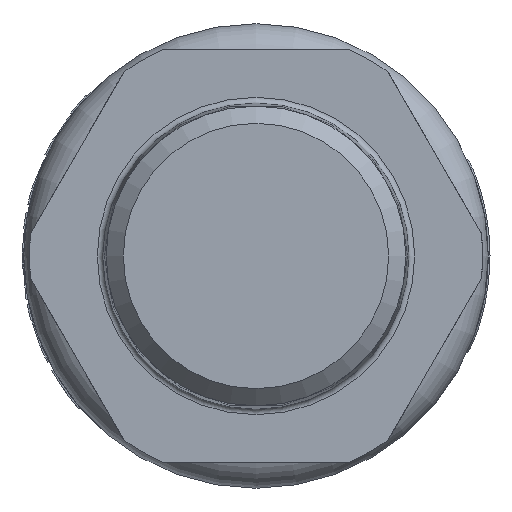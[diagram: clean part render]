
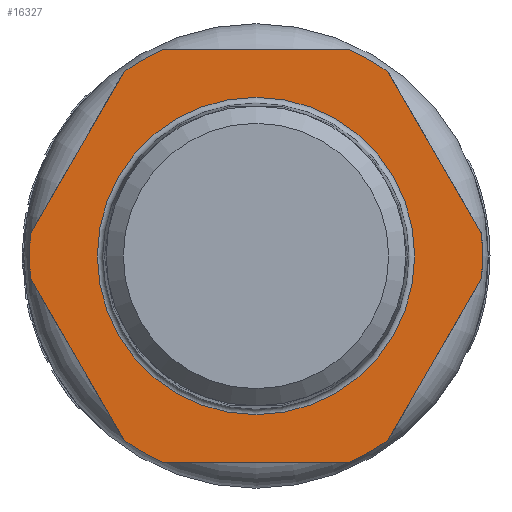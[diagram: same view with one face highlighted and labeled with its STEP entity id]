
A CAD part, left-side view. The second image highlights one B-rep face of the part: STEP entity #16327.
In plain terms, the highlighted planar face has unit normal (-1, 0, 0).
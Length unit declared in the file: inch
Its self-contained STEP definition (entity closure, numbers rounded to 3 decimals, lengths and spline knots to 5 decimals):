
#131=FACE_BOUND('',#3866,.T.);
#1864=CIRCLE('',#17933,0.54469);
#1865=CIRCLE('',#17934,0.54469);
#1869=CIRCLE('',#17940,0.77756);
#1870=CIRCLE('',#17941,0.77756);
#1871=CIRCLE('',#17942,0.77756);
#1872=CIRCLE('',#17943,0.77756);
#1873=CIRCLE('',#17944,0.77756);
#1874=CIRCLE('',#17945,0.77756);
#2956=FACE_OUTER_BOUND('',#3865,.T.);
#3865=EDGE_LOOP('',(#14953,#14954,#14955,#14956,#14957,#14958,#14959,#14960,
#14961,#14962,#14963,#14964));
#3866=EDGE_LOOP('',(#14965,#14966));
#4831=LINE('',#33497,#5550);
#4832=LINE('',#33501,#5551);
#4833=LINE('',#33505,#5552);
#4834=LINE('',#33509,#5553);
#4835=LINE('',#33513,#5554);
#4836=LINE('',#33517,#5555);
#5550=VECTOR('',#21822,0.3937);
#5551=VECTOR('',#21825,0.3937);
#5552=VECTOR('',#21828,0.3937);
#5553=VECTOR('',#21831,0.3937);
#5554=VECTOR('',#21834,0.3937);
#5555=VECTOR('',#21837,0.3937);
#7759=VERTEX_POINT('',#33482);
#7760=VERTEX_POINT('',#33484);
#7763=VERTEX_POINT('',#33495);
#7764=VERTEX_POINT('',#33496);
#7765=VERTEX_POINT('',#33498);
#7766=VERTEX_POINT('',#33500);
#7767=VERTEX_POINT('',#33502);
#7768=VERTEX_POINT('',#33504);
#7769=VERTEX_POINT('',#33506);
#7770=VERTEX_POINT('',#33508);
#7771=VERTEX_POINT('',#33510);
#7772=VERTEX_POINT('',#33512);
#7773=VERTEX_POINT('',#33514);
#7774=VERTEX_POINT('',#33516);
#10166=EDGE_CURVE('',#7759,#7760,#1864,.T.);
#10167=EDGE_CURVE('',#7760,#7759,#1865,.T.);
#10172=EDGE_CURVE('',#7763,#7764,#4831,.T.);
#10173=EDGE_CURVE('',#7765,#7764,#1869,.T.);
#10174=EDGE_CURVE('',#7765,#7766,#4832,.T.);
#10175=EDGE_CURVE('',#7767,#7766,#1870,.T.);
#10176=EDGE_CURVE('',#7767,#7768,#4833,.T.);
#10177=EDGE_CURVE('',#7769,#7768,#1871,.T.);
#10178=EDGE_CURVE('',#7769,#7770,#4834,.T.);
#10179=EDGE_CURVE('',#7771,#7770,#1872,.T.);
#10180=EDGE_CURVE('',#7771,#7772,#4835,.T.);
#10181=EDGE_CURVE('',#7773,#7772,#1873,.T.);
#10182=EDGE_CURVE('',#7773,#7774,#4836,.T.);
#10183=EDGE_CURVE('',#7763,#7774,#1874,.T.);
#14953=ORIENTED_EDGE('',*,*,#10172,.T.);
#14954=ORIENTED_EDGE('',*,*,#10173,.F.);
#14955=ORIENTED_EDGE('',*,*,#10174,.T.);
#14956=ORIENTED_EDGE('',*,*,#10175,.F.);
#14957=ORIENTED_EDGE('',*,*,#10176,.T.);
#14958=ORIENTED_EDGE('',*,*,#10177,.F.);
#14959=ORIENTED_EDGE('',*,*,#10178,.T.);
#14960=ORIENTED_EDGE('',*,*,#10179,.F.);
#14961=ORIENTED_EDGE('',*,*,#10180,.T.);
#14962=ORIENTED_EDGE('',*,*,#10181,.F.);
#14963=ORIENTED_EDGE('',*,*,#10182,.T.);
#14964=ORIENTED_EDGE('',*,*,#10183,.F.);
#14965=ORIENTED_EDGE('',*,*,#10167,.F.);
#14966=ORIENTED_EDGE('',*,*,#10166,.F.);
#15471=PLANE('',#17939);
#16327=ADVANCED_FACE('',(#2956,#131),#15471,.T.);
#17933=AXIS2_PLACEMENT_3D('',#33485,#21807,#21808);
#17934=AXIS2_PLACEMENT_3D('',#33486,#21809,#21810);
#17939=AXIS2_PLACEMENT_3D('',#33494,#21820,#21821);
#17940=AXIS2_PLACEMENT_3D('',#33499,#21823,#21824);
#17941=AXIS2_PLACEMENT_3D('',#33503,#21826,#21827);
#17942=AXIS2_PLACEMENT_3D('',#33507,#21829,#21830);
#17943=AXIS2_PLACEMENT_3D('',#33511,#21832,#21833);
#17944=AXIS2_PLACEMENT_3D('',#33515,#21835,#21836);
#17945=AXIS2_PLACEMENT_3D('',#33518,#21838,#21839);
#21807=DIRECTION('center_axis',(-1.,0.,0.));
#21808=DIRECTION('ref_axis',(0.,1.,0.));
#21809=DIRECTION('center_axis',(-1.,0.,0.));
#21810=DIRECTION('ref_axis',(0.,1.,0.));
#21820=DIRECTION('center_axis',(-1.,0.,0.));
#21821=DIRECTION('ref_axis',(0.,1.,0.));
#21822=DIRECTION('',(0.,0.5,0.866));
#21823=DIRECTION('center_axis',(1.,0.,0.));
#21824=DIRECTION('ref_axis',(0.,-1.,0.));
#21825=DIRECTION('',(0.,1.,0.));
#21826=DIRECTION('center_axis',(1.,0.,0.));
#21827=DIRECTION('ref_axis',(0.,-1.,0.));
#21828=DIRECTION('',(0.,0.5,-0.866));
#21829=DIRECTION('center_axis',(1.,0.,0.));
#21830=DIRECTION('ref_axis',(0.,-1.,0.));
#21831=DIRECTION('',(0.,-0.5,-0.866));
#21832=DIRECTION('center_axis',(1.,0.,0.));
#21833=DIRECTION('ref_axis',(0.,-1.,0.));
#21834=DIRECTION('',(0.,-1.,0.));
#21835=DIRECTION('center_axis',(1.,0.,0.));
#21836=DIRECTION('ref_axis',(0.,-1.,0.));
#21837=DIRECTION('',(0.,-0.5,0.866));
#21838=DIRECTION('center_axis',(1.,0.,0.));
#21839=DIRECTION('ref_axis',(0.,-1.,0.));
#33482=CARTESIAN_POINT('',(-1.33465,0.54469,0.));
#33484=CARTESIAN_POINT('',(-1.33465,-0.54469,0.));
#33485=CARTESIAN_POINT('Origin',(-1.33465,0.,
0.));
#33486=CARTESIAN_POINT('Origin',(-1.33465,0.,
0.));
#33494=CARTESIAN_POINT('Origin',(-1.33465,0.,
-0.77756));
#33495=CARTESIAN_POINT('',(-1.33465,-0.77372,0.07721));
#33496=CARTESIAN_POINT('',(-1.33465,-0.45372,0.63145));
#33497=CARTESIAN_POINT('',(-1.33465,-0.86206,-0.07582));
#33498=CARTESIAN_POINT('',(-1.33465,-0.32,0.70866));
#33499=CARTESIAN_POINT('Origin',(-1.33465,0.,
0.));
#33500=CARTESIAN_POINT('',(-1.33465,0.32,0.70866));
#33501=CARTESIAN_POINT('',(-1.33465,-0.16,0.70866));
#33502=CARTESIAN_POINT('',(-1.33465,0.45372,0.63145));
#33503=CARTESIAN_POINT('Origin',(-1.33465,0.,
0.));
#33504=CARTESIAN_POINT('',(-1.33465,0.77372,0.07721));
#33505=CARTESIAN_POINT('',(-1.33465,0.70207,0.20131));
#33506=CARTESIAN_POINT('',(-1.33465,0.77372,-0.07721));
#33507=CARTESIAN_POINT('Origin',(-1.33465,0.,
0.));
#33508=CARTESIAN_POINT('',(-1.33465,0.45372,-0.63145));
#33509=CARTESIAN_POINT('',(-1.33465,0.52537,-0.50735));
#33510=CARTESIAN_POINT('',(-1.33465,0.32,-0.70866));
#33511=CARTESIAN_POINT('Origin',(-1.33465,0.,
0.));
#33512=CARTESIAN_POINT('',(-1.33465,-0.32,-0.70866));
#33513=CARTESIAN_POINT('',(-1.33465,0.16,-0.70866));
#33514=CARTESIAN_POINT('',(-1.33465,-0.45372,-0.63145));
#33515=CARTESIAN_POINT('Origin',(-1.33465,0.,
0.));
#33516=CARTESIAN_POINT('',(-1.33465,-0.77372,-0.07721));
#33517=CARTESIAN_POINT('',(-1.33465,-0.36537,-0.78448));
#33518=CARTESIAN_POINT('Origin',(-1.33465,0.,
0.));
